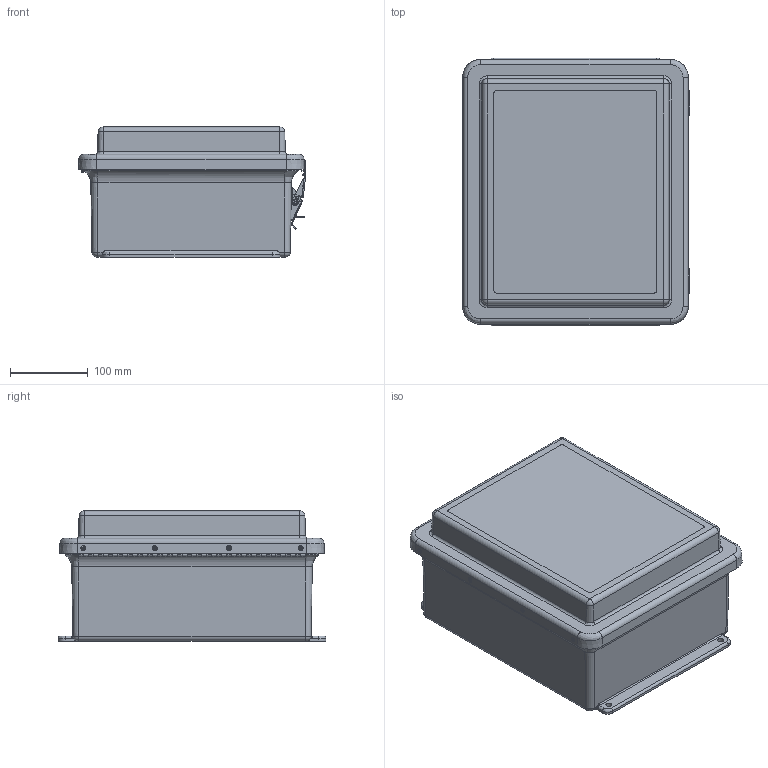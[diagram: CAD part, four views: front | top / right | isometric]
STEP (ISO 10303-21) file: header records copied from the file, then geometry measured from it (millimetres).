
FILE_DESCRIPTION (( 'STEP AP214' ), '1' );
FILE_NAME ('MRW1210HPL.STEP', '2018-11-07T00:34:54', ( '' ), ( '' ), 'SwSTEP 2.0', 'SolidWorks 2018', '' );
FILE_SCHEMA (( 'AUTOMOTIVE_DESIGN' ));
Length unit declared in the file: inch
Products named in the file (1): MRW1210HPL
Bounding box: 293.04 x 344.49 x 167.33 mm (x, y, z)
Volume: 1708531.1 mm3; surface area: 868884.2 mm2
Topology: 39 solids, 39 shells, 1073 faces, 2701 edges, 1745 vertices
Faces by surface type: plane 461, cylinder 441, bspline 112, cone 47, torus 12
Full cylindrical faces by diameter (mm): 2.159 x47, 2.64 x8, 3.048 x2, 3.175 x16, 3.302 x4, 3.327 x8, 3.429 x18, 3.556 x20, 3.861 x5, 3.962 x7, 4.306 x4, 5.537 x4, 6.35 x8, 6.858 x4, 7.62 x4, 9.525 x2
Entity records: 50942 total; most frequent: CARTESIAN_POINT 11526, DIRECTION 5008, ORIENTED_EDGE 4956, EDGE_CURVE 2478, AXIS2_PLACEMENT_3D 1844, VERTEX_POINT 1714, EDGE_LOOP 1532, LINE 1320
